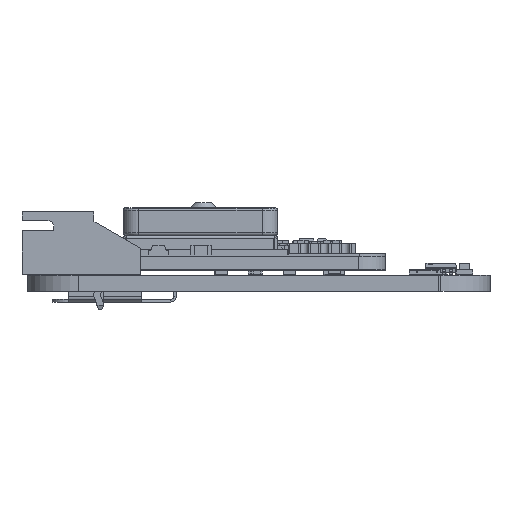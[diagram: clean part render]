
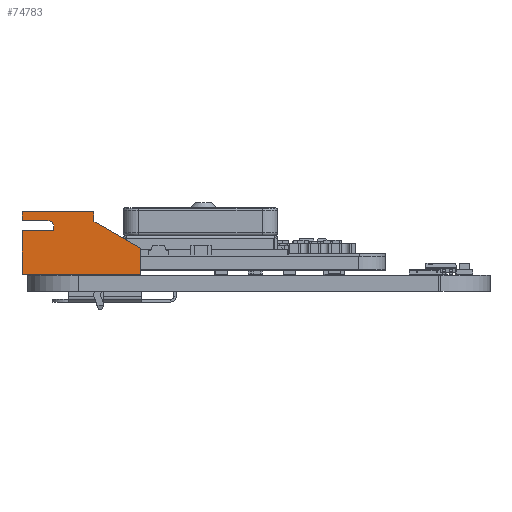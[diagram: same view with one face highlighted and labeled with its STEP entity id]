
A CAD part, left-side view. The second image highlights one B-rep face of the part: STEP entity #74783.
In plain terms, the highlighted face is planar.
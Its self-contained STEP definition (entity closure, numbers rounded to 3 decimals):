
#74030 = VERTEX_POINT('',#74031);
#74031 = CARTESIAN_POINT('',(6.2,6.1,5.75));
#74037 = EDGE_CURVE('',#74038,#74030,#74040,.T.);
#74038 = VERTEX_POINT('',#74039);
#74039 = CARTESIAN_POINT('',(6.2,6.1,-1.25));
#74040 = LINE('',#74041,#74042);
#74041 = CARTESIAN_POINT('',(6.2,6.1,5.75));
#74042 = VECTOR('',#74043,1.);
#74043 = DIRECTION('',(0.,0.,1.));
#74765 = VERTEX_POINT('',#74766);
#74766 = CARTESIAN_POINT('',(6.2,5.275,5.75));
#74772 = EDGE_CURVE('',#74030,#74765,#74773,.T.);
#74773 = LINE('',#74774,#74775);
#74774 = CARTESIAN_POINT('',(6.2,0.,5.75));
#74775 = VECTOR('',#74776,1.);
#74776 = DIRECTION('',(0.,-1.,0.));
#74783 = ADVANCED_FACE('',(#74784),#74859,.F.);
#74784 = FACE_BOUND('',#74785,.T.);
#74785 = EDGE_LOOP('',(#74786,#74794,#74803,#74811,#74819,#74827,#74835,
    #74843,#74851,#74857,#74858));
#74786 = ORIENTED_EDGE('',*,*,#74787,.F.);
#74787 = EDGE_CURVE('',#74788,#74765,#74790,.T.);
#74788 = VERTEX_POINT('',#74789);
#74789 = CARTESIAN_POINT('',(6.2,5.275,3.35));
#74790 = LINE('',#74791,#74792);
#74791 = CARTESIAN_POINT('',(6.2,5.275,5.75));
#74792 = VECTOR('',#74793,1.);
#74793 = DIRECTION('',(0.,0.,1.));
#74794 = ORIENTED_EDGE('',*,*,#74795,.F.);
#74795 = EDGE_CURVE('',#74796,#74788,#74798,.T.);
#74796 = VERTEX_POINT('',#74797);
#74797 = CARTESIAN_POINT('',(6.2,4.575,2.65));
#74798 = CIRCLE('',#74799,0.7);
#74799 = AXIS2_PLACEMENT_3D('',#74800,#74801,#74802);
#74800 = CARTESIAN_POINT('',(6.2,4.575,3.35));
#74801 = DIRECTION('',(1.,0.,0.));
#74802 = DIRECTION('',(0.,0.,-1.));
#74803 = ORIENTED_EDGE('',*,*,#74804,.F.);
#74804 = EDGE_CURVE('',#74805,#74796,#74807,.T.);
#74805 = VERTEX_POINT('',#74806);
#74806 = CARTESIAN_POINT('',(6.2,4.275,2.65));
#74807 = LINE('',#74808,#74809);
#74808 = CARTESIAN_POINT('',(6.2,0.,2.65));
#74809 = VECTOR('',#74810,1.);
#74810 = DIRECTION('',(0.,1.,0.));
#74811 = ORIENTED_EDGE('',*,*,#74812,.F.);
#74812 = EDGE_CURVE('',#74813,#74805,#74815,.T.);
#74813 = VERTEX_POINT('',#74814);
#74814 = CARTESIAN_POINT('',(6.2,4.275,5.75));
#74815 = LINE('',#74816,#74817);
#74816 = CARTESIAN_POINT('',(6.2,4.275,5.75));
#74817 = VECTOR('',#74818,1.);
#74818 = DIRECTION('',(0.,0.,-1.));
#74819 = ORIENTED_EDGE('',*,*,#74820,.F.);
#74820 = EDGE_CURVE('',#74821,#74813,#74823,.T.);
#74821 = VERTEX_POINT('',#74822);
#74822 = CARTESIAN_POINT('',(6.2,0.,5.75));
#74823 = LINE('',#74824,#74825);
#74824 = CARTESIAN_POINT('',(6.2,0.,5.75));
#74825 = VECTOR('',#74826,1.);
#74826 = DIRECTION('',(0.,1.,0.));
#74827 = ORIENTED_EDGE('',*,*,#74828,.F.);
#74828 = EDGE_CURVE('',#74829,#74821,#74831,.T.);
#74829 = VERTEX_POINT('',#74830);
#74830 = CARTESIAN_POINT('',(6.2,0.,-5.75));
#74831 = LINE('',#74832,#74833);
#74832 = CARTESIAN_POINT('',(6.2,0.,5.75));
#74833 = VECTOR('',#74834,1.);
#74834 = DIRECTION('',(0.,0.,1.));
#74835 = ORIENTED_EDGE('',*,*,#74836,.F.);
#74836 = EDGE_CURVE('',#74837,#74829,#74839,.T.);
#74837 = VERTEX_POINT('',#74838);
#74838 = CARTESIAN_POINT('',(6.2,2.55,-5.75));
#74839 = LINE('',#74840,#74841);
#74840 = CARTESIAN_POINT('',(6.2,0.,-5.75));
#74841 = VECTOR('',#74842,1.);
#74842 = DIRECTION('',(0.,-1.,0.));
#74843 = ORIENTED_EDGE('',*,*,#74844,.F.);
#74844 = EDGE_CURVE('',#74845,#74837,#74847,.T.);
#74845 = VERTEX_POINT('',#74846);
#74846 = CARTESIAN_POINT('',(6.2,5.148,-1.25));
#74847 = LINE('',#74848,#74849);
#74848 = CARTESIAN_POINT('',(6.2,5.148,-1.25));
#74849 = VECTOR('',#74850,1.);
#74850 = DIRECTION('',(0.,-0.5,-0.866));
#74851 = ORIENTED_EDGE('',*,*,#74852,.T.);
#74852 = EDGE_CURVE('',#74845,#74038,#74853,.T.);
#74853 = LINE('',#74854,#74855);
#74854 = CARTESIAN_POINT('',(6.2,0.,-1.25));
#74855 = VECTOR('',#74856,1.);
#74856 = DIRECTION('',(0.,1.,0.));
#74857 = ORIENTED_EDGE('',*,*,#74037,.T.);
#74858 = ORIENTED_EDGE('',*,*,#74772,.T.);
#74859 = PLANE('',#74860);
#74860 = AXIS2_PLACEMENT_3D('',#74861,#74862,#74863);
#74861 = CARTESIAN_POINT('',(6.2,0.,5.75));
#74862 = DIRECTION('',(-1.,0.,0.));
#74863 = DIRECTION('',(0.,0.,1.));
